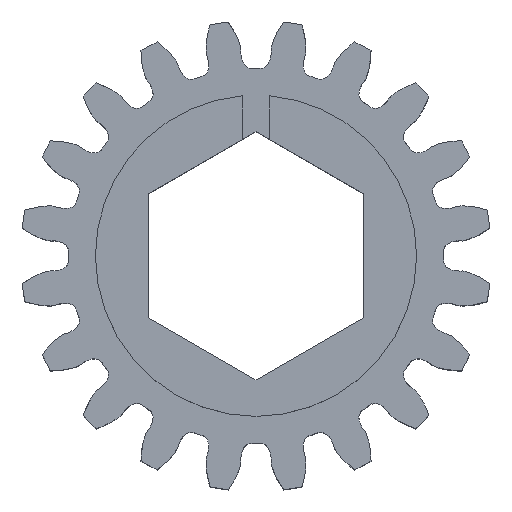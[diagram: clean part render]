
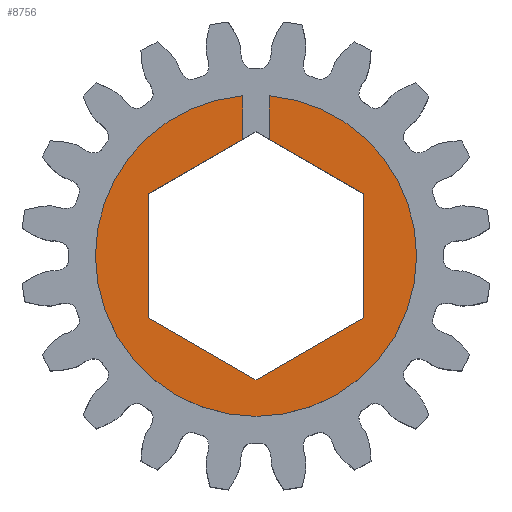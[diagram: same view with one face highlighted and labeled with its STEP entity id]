
A CAD part, top view. The second image highlights one B-rep face of the part: STEP entity #8756.
In plain terms, the highlighted planar face has unit normal (0, 0, 1).
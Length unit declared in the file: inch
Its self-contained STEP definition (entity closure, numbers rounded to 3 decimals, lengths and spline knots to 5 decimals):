
#39 = VECTOR ( 'NONE', #10029, 39.37008 ) ;
#270 = DIRECTION ( 'NONE',  ( -0.866, -0.5, 0. ) ) ;
#397 = EDGE_CURVE ( 'NONE', #1719, #4262, #473, .T. ) ;
#473 = LINE ( 'NONE', #2238, #39 ) ;
#564 = AXIS2_PLACEMENT_3D ( 'NONE', #6235, #2249, #5311 ) ;
#876 = VECTOR ( 'NONE', #8128, 39.37008 ) ;
#1058 = VERTEX_POINT ( 'NONE', #3546 ) ;
#1177 = CARTESIAN_POINT ( 'NONE',  ( 0., 0., 0.249 ) ) ;
#1192 = ORIENTED_EDGE ( 'NONE', *, *, #7811, .F. ) ;
#1300 = CARTESIAN_POINT ( 'NONE',  ( -0.03125, 0.27179, 0.249 ) ) ;
#1361 = DIRECTION ( 'NONE',  ( 0., -1., 0. ) ) ;
#1467 = ORIENTED_EDGE ( 'NONE', *, *, #8332, .T. ) ;
#1515 = VERTEX_POINT ( 'NONE', #3970 ) ;
#1719 = VERTEX_POINT ( 'NONE', #10100 ) ;
#1981 = EDGE_CURVE ( 'NONE', #4262, #6189, #5444, .T. ) ;
#2070 = CIRCLE ( 'NONE', #6525, 0.375 ) ;
#2090 = LINE ( 'NONE', #3538, #4212 ) ;
#2238 = CARTESIAN_POINT ( 'NONE',  ( -0.251, -0.14491, 0.249 ) ) ;
#2249 = DIRECTION ( 'NONE',  ( 0., 0., 1. ) ) ;
#2433 = CARTESIAN_POINT ( 'NONE',  ( 0., -0.28983, 0.249 ) ) ;
#2449 = ORIENTED_EDGE ( 'NONE', *, *, #9728, .F. ) ;
#2667 = EDGE_CURVE ( 'NONE', #6493, #9750, #9676, .T. ) ;
#2790 = DIRECTION ( 'NONE',  ( 0., 0., 1. ) ) ;
#2806 = ORIENTED_EDGE ( 'NONE', *, *, #7170, .F. ) ;
#2855 = ORIENTED_EDGE ( 'NONE', *, *, #5592, .T. ) ;
#3020 = PLANE ( 'NONE',  #564 ) ;
#3022 = LINE ( 'NONE', #10193, #9027 ) ;
#3064 = DIRECTION ( 'NONE',  ( 1., 0., 0. ) ) ;
#3076 = DIRECTION ( 'NONE',  ( 0., -1., 0. ) ) ;
#3122 = FACE_OUTER_BOUND ( 'NONE', #10048, .T. ) ;
#3294 = CARTESIAN_POINT ( 'NONE',  ( 0.251, -0.14491, 0.249 ) ) ;
#3465 = CARTESIAN_POINT ( 'NONE',  ( 0.251, -0.14491, 0.249 ) ) ;
#3538 = CARTESIAN_POINT ( 'NONE',  ( 0.251, 0.14491, 0.249 ) ) ;
#3546 = CARTESIAN_POINT ( 'NONE',  ( -0.375, 0., 0.249 ) ) ;
#3641 = DIRECTION ( 'NONE',  ( -0.866, 0.5, 0. ) ) ;
#3698 = CARTESIAN_POINT ( 'NONE',  ( -0.251, 0.14491, 0.249 ) ) ;
#3766 = DIRECTION ( 'NONE',  ( 1., 0., 0. ) ) ;
#3970 = CARTESIAN_POINT ( 'NONE',  ( -0.03125, 0.3737, 0.249 ) ) ;
#4166 = CARTESIAN_POINT ( 'NONE',  ( 0., -0.28983, 0.249 ) ) ;
#4212 = VECTOR ( 'NONE', #3641, 39.37008 ) ;
#4262 = VERTEX_POINT ( 'NONE', #4166 ) ;
#4287 = VERTEX_POINT ( 'NONE', #4950 ) ;
#4365 = ORIENTED_EDGE ( 'NONE', *, *, #1981, .F. ) ;
#4490 = DIRECTION ( 'NONE',  ( 1., 0., 0. ) ) ;
#4491 = DIRECTION ( 'NONE',  ( 0., 0., 1. ) ) ;
#4541 = VECTOR ( 'NONE', #9176, 39.37008 ) ;
#4764 = CARTESIAN_POINT ( 'NONE',  ( 0., 0., 0.249 ) ) ;
#4844 = ORIENTED_EDGE ( 'NONE', *, *, #2667, .T. ) ;
#4950 = CARTESIAN_POINT ( 'NONE',  ( 0.251, 0.14491, 0.249 ) ) ;
#5075 = DIRECTION ( 'NONE',  ( 0., 1., 0. ) ) ;
#5206 = AXIS2_PLACEMENT_3D ( 'NONE', #6254, #4491, #3766 ) ;
#5235 = CARTESIAN_POINT ( 'NONE',  ( 0.03125, 0.17938, 0.249 ) ) ;
#5311 = DIRECTION ( 'NONE',  ( 1., 0., 0. ) ) ;
#5444 = LINE ( 'NONE', #2433, #876 ) ;
#5592 = EDGE_CURVE ( 'NONE', #1058, #6493, #9853, .T. ) ;
#5817 = CARTESIAN_POINT ( 'NONE',  ( 0.03125, 0.3737, 0.249 ) ) ;
#6108 = LINE ( 'NONE', #5235, #4541 ) ;
#6189 = VERTEX_POINT ( 'NONE', #3294 ) ;
#6235 = CARTESIAN_POINT ( 'NONE',  ( 0., 0., 0.249 ) ) ;
#6254 = CARTESIAN_POINT ( 'NONE',  ( 0., 0., 0.249 ) ) ;
#6493 = VERTEX_POINT ( 'NONE', #8935 ) ;
#6508 = AXIS2_PLACEMENT_3D ( 'NONE', #1177, #2790, #4490 ) ;
#6525 = AXIS2_PLACEMENT_3D ( 'NONE', #4764, #8766, #3064 ) ;
#6664 = ORIENTED_EDGE ( 'NONE', *, *, #9523, .F. ) ;
#6701 = VECTOR ( 'NONE', #1361, 39.37008 ) ;
#6746 = VERTEX_POINT ( 'NONE', #9859 ) ;
#6967 = ORIENTED_EDGE ( 'NONE', *, *, #7686, .F. ) ;
#7170 = EDGE_CURVE ( 'NONE', #7510, #7629, #7384, .T. ) ;
#7254 = CARTESIAN_POINT ( 'NONE',  ( -0.251, 0.14491, 0.249 ) ) ;
#7384 = LINE ( 'NONE', #7488, #9186 ) ;
#7488 = CARTESIAN_POINT ( 'NONE',  ( 0., 0.28983, 0.249 ) ) ;
#7510 = VERTEX_POINT ( 'NONE', #1300 ) ;
#7629 = VERTEX_POINT ( 'NONE', #7254 ) ;
#7686 = EDGE_CURVE ( 'NONE', #6189, #4287, #9756, .T. ) ;
#7811 = EDGE_CURVE ( 'NONE', #6746, #9750, #6108, .T. ) ;
#8128 = DIRECTION ( 'NONE',  ( 0.866, 0.5, 0. ) ) ;
#8192 = VECTOR ( 'NONE', #5075, 39.37008 ) ;
#8332 = EDGE_CURVE ( 'NONE', #1515, #1058, #2070, .T. ) ;
#8756 = ADVANCED_FACE ( 'NONE', ( #3122 ), #3020, .T. ) ;
#8766 = DIRECTION ( 'NONE',  ( 0., 0., 1. ) ) ;
#8828 = EDGE_CURVE ( 'NONE', #7629, #1719, #10139, .T. ) ;
#8935 = CARTESIAN_POINT ( 'NONE',  ( 0.375, 0., 0.249 ) ) ;
#9027 = VECTOR ( 'NONE', #3076, 39.37008 ) ;
#9176 = DIRECTION ( 'NONE',  ( 0., 1., 0. ) ) ;
#9186 = VECTOR ( 'NONE', #270, 39.37008 ) ;
#9523 = EDGE_CURVE ( 'NONE', #1515, #7510, #3022, .T. ) ;
#9676 = CIRCLE ( 'NONE', #6508, 0.375 ) ;
#9728 = EDGE_CURVE ( 'NONE', #4287, #6746, #2090, .T. ) ;
#9750 = VERTEX_POINT ( 'NONE', #5817 ) ;
#9756 = LINE ( 'NONE', #3465, #8192 ) ;
#9853 = CIRCLE ( 'NONE', #5206, 0.375 ) ;
#9859 = CARTESIAN_POINT ( 'NONE',  ( 0.03125, 0.27179, 0.249 ) ) ;
#9957 = ORIENTED_EDGE ( 'NONE', *, *, #397, .F. ) ;
#10029 = DIRECTION ( 'NONE',  ( 0.866, -0.5, 0. ) ) ;
#10048 = EDGE_LOOP ( 'NONE', ( #6664, #1467, #2855, #4844, #1192, #2449, #6967, #4365, #9957, #10196, #2806 ) ) ;
#10100 = CARTESIAN_POINT ( 'NONE',  ( -0.251, -0.14491, 0.249 ) ) ;
#10139 = LINE ( 'NONE', #3698, #6701 ) ;
#10193 = CARTESIAN_POINT ( 'NONE',  ( -0.03125, 0.17938, 0.249 ) ) ;
#10196 = ORIENTED_EDGE ( 'NONE', *, *, #8828, .F. ) ;
